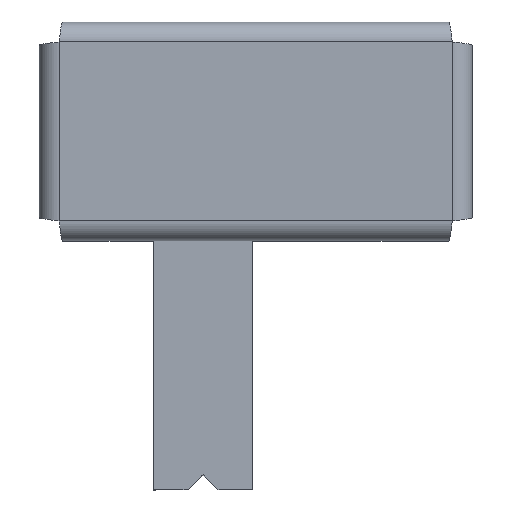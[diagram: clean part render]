
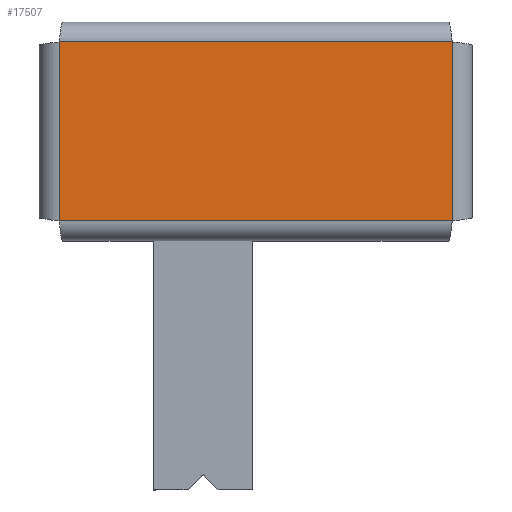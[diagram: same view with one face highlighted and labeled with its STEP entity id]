
A CAD part, top view. The second image highlights one B-rep face of the part: STEP entity #17507.
In plain terms, the highlighted planar face has unit normal (0, 0, 1).
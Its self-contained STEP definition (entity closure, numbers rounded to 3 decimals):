
#163 = LINE ( 'NONE', #7246, #5211 ) ;
#793 = EDGE_CURVE ( 'NONE', #9653, #13066, #16119, .T. ) ;
#1030 = ORIENTED_EDGE ( 'NONE', *, *, #8247, .T. ) ;
#1476 = CARTESIAN_POINT ( 'NONE',  ( -3.949, 3.799, 0. ) ) ;
#2177 = CARTESIAN_POINT ( 'NONE',  ( 3.949, 3.799, 0. ) ) ;
#3039 = DIRECTION ( 'NONE',  ( 0., 1., 0. ) ) ;
#3408 = EDGE_LOOP ( 'NONE', ( #1030, #11625, #15750, #7166 ) ) ;
#3793 = EDGE_CURVE ( 'NONE', #4335, #9653, #163, .T. ) ;
#4335 = VERTEX_POINT ( 'NONE', #15985 ) ;
#4590 = CARTESIAN_POINT ( 'NONE',  ( -3.949, 0.201, 0. ) ) ;
#5211 = VECTOR ( 'NONE', #3039, 1000. ) ;
#5487 = VECTOR ( 'NONE', #14800, 1000. ) ;
#6880 = DIRECTION ( 'NONE',  ( -1., 0., 0. ) ) ;
#7166 = ORIENTED_EDGE ( 'NONE', *, *, #793, .T. ) ;
#7246 = CARTESIAN_POINT ( 'NONE',  ( 3.949, 0.201, 0. ) ) ;
#8221 = CARTESIAN_POINT ( 'NONE',  ( 0., 2., 0. ) ) ;
#8247 = EDGE_CURVE ( 'NONE', #13066, #13388, #12447, .T. ) ;
#8290 = CARTESIAN_POINT ( 'NONE',  ( -3.949, 3.799, 0. ) ) ;
#8482 = PLANE ( 'NONE',  #11422 ) ;
#8844 = DIRECTION ( 'NONE',  ( 1., 0., 0. ) ) ;
#9029 = VECTOR ( 'NONE', #8844, 1000. ) ;
#9653 = VERTEX_POINT ( 'NONE', #14382 ) ;
#11110 = CARTESIAN_POINT ( 'NONE',  ( -3.949, 0.201, 0. ) ) ;
#11422 = AXIS2_PLACEMENT_3D ( 'NONE', #8221, #16601, #6880 ) ;
#11625 = ORIENTED_EDGE ( 'NONE', *, *, #12775, .T. ) ;
#12447 = LINE ( 'NONE', #8290, #13567 ) ;
#12775 = EDGE_CURVE ( 'NONE', #13388, #4335, #15831, .T. ) ;
#13066 = VERTEX_POINT ( 'NONE', #1476 ) ;
#13388 = VERTEX_POINT ( 'NONE', #11110 ) ;
#13567 = VECTOR ( 'NONE', #15178, 1000. ) ;
#13792 = FACE_OUTER_BOUND ( 'NONE', #3408, .T. ) ;
#14382 = CARTESIAN_POINT ( 'NONE',  ( 3.949, 3.799, 0. ) ) ;
#14800 = DIRECTION ( 'NONE',  ( -1., 0., 0. ) ) ;
#15178 = DIRECTION ( 'NONE',  ( 0., -1., 0. ) ) ;
#15750 = ORIENTED_EDGE ( 'NONE', *, *, #3793, .T. ) ;
#15831 = LINE ( 'NONE', #4590, #9029 ) ;
#15985 = CARTESIAN_POINT ( 'NONE',  ( 3.949, 0.201, 0. ) ) ;
#16119 = LINE ( 'NONE', #2177, #5487 ) ;
#16601 = DIRECTION ( 'NONE',  ( 0., 0., 1. ) ) ;
#17507 = ADVANCED_FACE ( 'NONE', ( #13792 ), #8482, .T. ) ;
